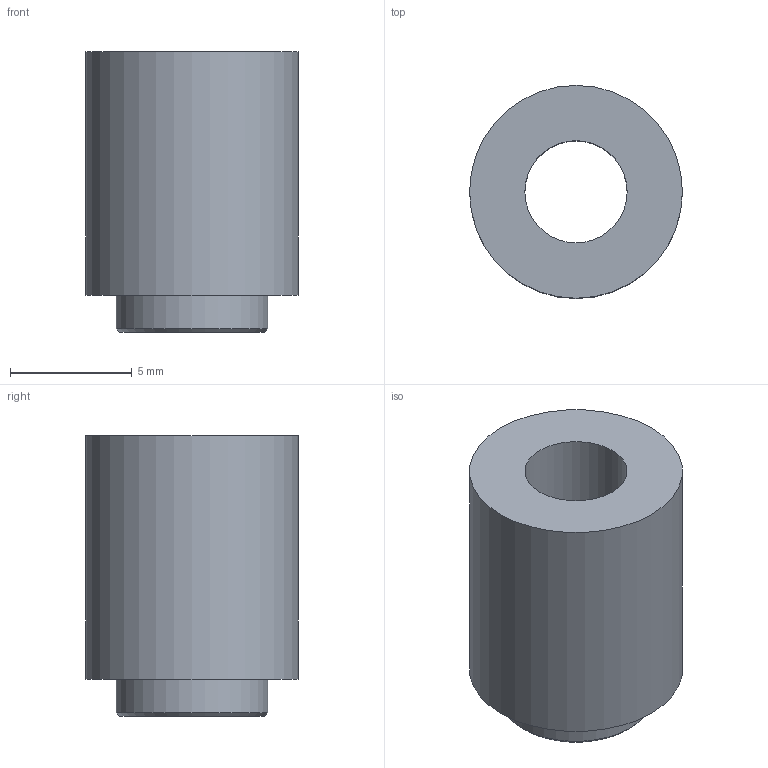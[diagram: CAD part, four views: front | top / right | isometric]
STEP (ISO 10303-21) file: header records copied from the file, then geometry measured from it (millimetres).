
FILE_DESCRIPTION(('FreeCAD Model'),'2;1');
FILE_NAME('SMD_SPACER_SMTSO42100MTS.step','2020-12-23T21:59:24',( 'Author'),(''),'Open CASCADE STEP processor 7.3','FreeCAD','Unknown' );
FILE_SCHEMA(('AUTOMOTIVE_DESIGN { 1 0 10303 214 1 1 1 1 }'));
Length unit declared in the file: millimetre
Products named in the file (2): SMTSO-42-100-M-T-S; Body002
Assembly tree (1 placements, depth 2):
  SMTSO-42-100-M-T-S
    Body002
Bounding box: 8.74 x 8.74 x 11.53 mm (x, y, z)
Volume: 486.5 mm3; surface area: 547.2 mm2
Topology: 1 solids, 1 shells, 7 faces, 11 edges, 7 vertices
Faces by surface type: plane 3, cylinder 3, cone 1
Full cylindrical faces by diameter (mm): 4.2 x1, 6.22 x1, 8.74 x1
Entity records: 207 total; most frequent: DIRECTION 36, CARTESIAN_POINT 27, ORIENTED_EDGE 22, AXIS2_PLACEMENT_3D 16, EDGE_CURVE 11, FACE_BOUND 10, EDGE_LOOP 10, ADVANCED_FACE 7
